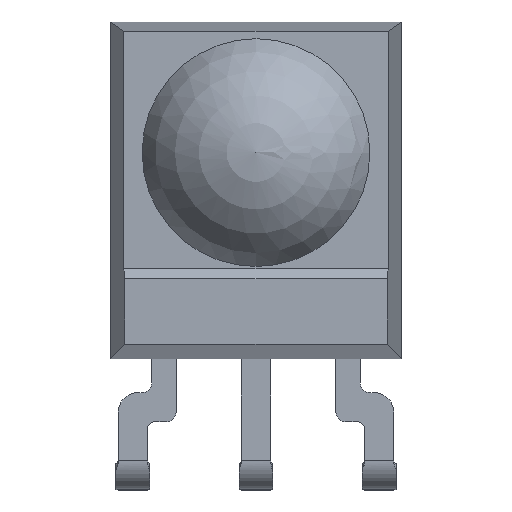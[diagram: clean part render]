
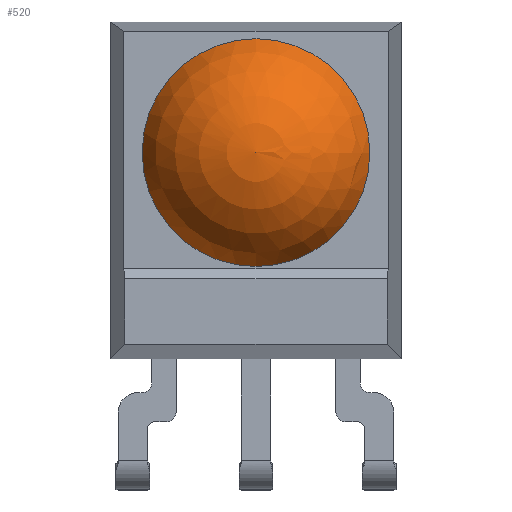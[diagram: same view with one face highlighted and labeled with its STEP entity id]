
A CAD part, top view. The second image highlights one B-rep face of the part: STEP entity #520.
In plain terms, the highlighted spherical face has radius 2.5 mm.
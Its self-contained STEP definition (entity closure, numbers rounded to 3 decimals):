
#208=CARTESIAN_POINT('',(2.351,0.0,3.9));
#209=VERTEX_POINT('',#208);
#210=CARTESIAN_POINT('',(0.,0.0,3.9));
#211=DIRECTION('',(0.0,0.0,-1.0));
#212=DIRECTION('',(0.0,1.0,0.0));
#213=AXIS2_PLACEMENT_3D('',#210,#211,#212);
#214=CIRCLE('',#213,2.351);
#215=EDGE_CURVE('',#209,#209,#214,.T.);
#512=CARTESIAN_POINT('',(0.,0.0,3.05));
#513=DIRECTION('',(0.0,0.0,1.0));
#514=DIRECTION('',(1.0,0.0,0.0));
#515=AXIS2_PLACEMENT_3D('',#512,#513,#514);
#516=SPHERICAL_SURFACE('',#515,2.5);
#517=ORIENTED_EDGE('',*,*,#215,.F.);
#518=EDGE_LOOP('',(#517));
#519=FACE_OUTER_BOUND('',#518,.T.);
#520=ADVANCED_FACE('',(#519),#516,.T.);
